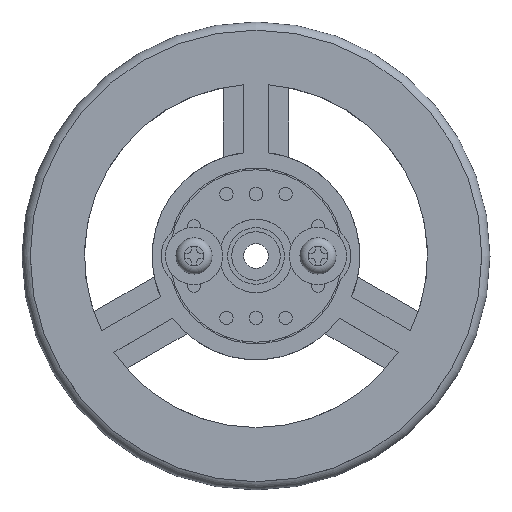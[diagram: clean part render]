
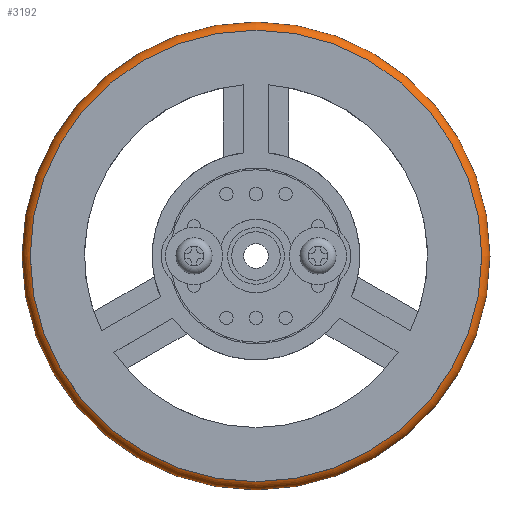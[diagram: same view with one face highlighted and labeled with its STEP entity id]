
A CAD part, top view. The second image highlights one B-rep face of the part: STEP entity #3192.
In plain terms, the highlighted toroidal (fillet/blend) face has major radius 27 mm and minor radius 1.5 mm.
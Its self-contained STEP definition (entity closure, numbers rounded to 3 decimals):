
#3192 = ADVANCED_FACE('',(#3193),#3197,.T.);
#3193 = FACE_BOUND('',#3194,.F.);
#3194 = VERTEX_LOOP('',#3195);
#3195 = VERTEX_POINT('',#3196);
#3196 = CARTESIAN_POINT('',(28.5,0.,0.));
#3197 = TOROIDAL_SURFACE('',#3198,27.,1.5);
#3198 = AXIS2_PLACEMENT_3D('',#3199,#3200,#3201);
#3199 = CARTESIAN_POINT('',(0.,0.,0.));
#3200 = DIRECTION('',(-0.,-0.,-1.));
#3201 = DIRECTION('',(1.,0.,0.));
